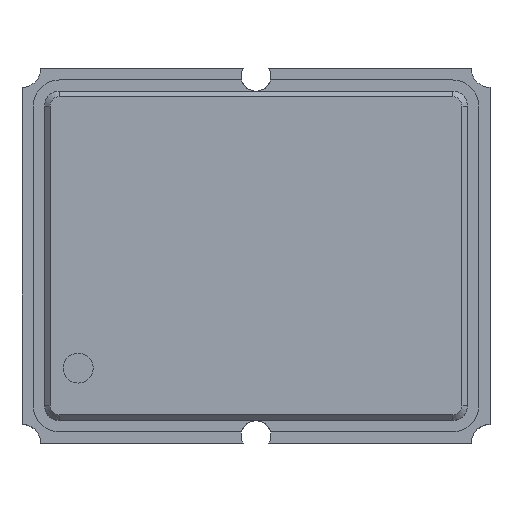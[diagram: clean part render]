
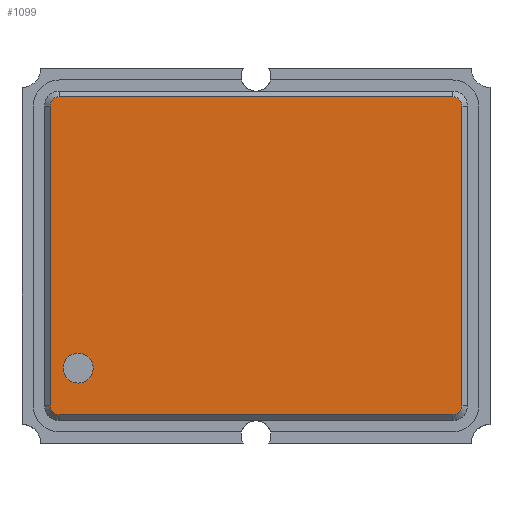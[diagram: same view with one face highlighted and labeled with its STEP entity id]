
A CAD part, top view. The second image highlights one B-rep face of the part: STEP entity #1099.
In plain terms, the highlighted planar face has unit normal (0, 0, 1).
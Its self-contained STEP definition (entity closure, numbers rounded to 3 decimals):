
#13=FACE_BOUND('',#204,.T.);
#62=CIRCLE('',#1187,0.08);
#64=CIRCLE('',#1192,0.05);
#66=CIRCLE('',#1196,0.05);
#68=CIRCLE('',#1200,0.05);
#70=CIRCLE('',#1204,0.05);
#142=FACE_OUTER_BOUND('',#203,.T.);
#203=EDGE_LOOP('',(#971,#972,#973,#974,#975,#976,#977,#978));
#204=EDGE_LOOP('',(#979));
#299=LINE('',#1775,#415);
#304=LINE('',#1789,#420);
#308=LINE('',#1801,#424);
#312=LINE('',#1813,#428);
#415=VECTOR('',#1451,10.);
#420=VECTOR('',#1464,10.);
#424=VECTOR('',#1476,10.);
#428=VECTOR('',#1488,10.);
#516=VERTEX_POINT('',#1764);
#519=VERTEX_POINT('',#1772);
#520=VERTEX_POINT('',#1774);
#523=VERTEX_POINT('',#1781);
#525=VERTEX_POINT('',#1787);
#527=VERTEX_POINT('',#1793);
#529=VERTEX_POINT('',#1799);
#531=VERTEX_POINT('',#1805);
#533=VERTEX_POINT('',#1811);
#653=EDGE_CURVE('',#516,#516,#62,.T.);
#657=EDGE_CURVE('',#519,#520,#299,.T.);
#661=EDGE_CURVE('',#523,#519,#64,.T.);
#664=EDGE_CURVE('',#525,#523,#304,.T.);
#667=EDGE_CURVE('',#527,#525,#66,.T.);
#670=EDGE_CURVE('',#529,#527,#308,.T.);
#673=EDGE_CURVE('',#531,#529,#68,.T.);
#676=EDGE_CURVE('',#533,#531,#312,.T.);
#678=EDGE_CURVE('',#520,#533,#70,.T.);
#971=ORIENTED_EDGE('',*,*,#657,.F.);
#972=ORIENTED_EDGE('',*,*,#661,.F.);
#973=ORIENTED_EDGE('',*,*,#664,.F.);
#974=ORIENTED_EDGE('',*,*,#667,.F.);
#975=ORIENTED_EDGE('',*,*,#670,.F.);
#976=ORIENTED_EDGE('',*,*,#673,.F.);
#977=ORIENTED_EDGE('',*,*,#676,.F.);
#978=ORIENTED_EDGE('',*,*,#678,.F.);
#979=ORIENTED_EDGE('',*,*,#653,.T.);
#1040=PLANE('',#1212);
#1099=ADVANCED_FACE('',(#142,#13),#1040,.T.);
#1187=AXIS2_PLACEMENT_3D('',#1765,#1441,#1442);
#1192=AXIS2_PLACEMENT_3D('',#1783,#1457,#1458);
#1196=AXIS2_PLACEMENT_3D('',#1795,#1469,#1470);
#1200=AXIS2_PLACEMENT_3D('',#1807,#1481,#1482);
#1204=AXIS2_PLACEMENT_3D('',#1816,#1492,#1493);
#1212=AXIS2_PLACEMENT_3D('',#1836,#1515,#1516);
#1441=DIRECTION('center_axis',(0.,0.,-1.));
#1442=DIRECTION('ref_axis',(1.,0.,0.));
#1451=DIRECTION('',(1.,0.,0.));
#1457=DIRECTION('center_axis',(0.,0.,-1.));
#1458=DIRECTION('ref_axis',(0.,1.,0.));
#1464=DIRECTION('',(0.,1.,0.));
#1469=DIRECTION('center_axis',(0.,0.,-1.));
#1470=DIRECTION('ref_axis',(-1.,0.,0.));
#1476=DIRECTION('',(-1.,0.,0.));
#1481=DIRECTION('center_axis',(0.,0.,-1.));
#1482=DIRECTION('ref_axis',(0.,-1.,0.));
#1488=DIRECTION('',(0.,-1.,0.));
#1492=DIRECTION('center_axis',(0.,0.,-1.));
#1493=DIRECTION('ref_axis',(1.,0.,0.));
#1515=DIRECTION('center_axis',(0.,0.,1.));
#1516=DIRECTION('ref_axis',(1.,0.,0.));
#1764=CARTESIAN_POINT('',(-1.03,-0.6,0.98));
#1765=CARTESIAN_POINT('Origin',(-0.95,-0.6,0.98));
#1772=CARTESIAN_POINT('',(-1.05,0.85,0.98));
#1774=CARTESIAN_POINT('',(1.05,0.85,0.98));
#1775=CARTESIAN_POINT('',(0.525,0.85,0.98));
#1781=CARTESIAN_POINT('',(-1.1,0.8,0.98));
#1783=CARTESIAN_POINT('Origin',(-1.05,0.8,0.98));
#1787=CARTESIAN_POINT('',(-1.1,-0.8,0.98));
#1789=CARTESIAN_POINT('',(-1.1,0.4,0.98));
#1793=CARTESIAN_POINT('',(-1.05,-0.85,0.98));
#1795=CARTESIAN_POINT('Origin',(-1.05,-0.8,0.98));
#1799=CARTESIAN_POINT('',(1.05,-0.85,0.98));
#1801=CARTESIAN_POINT('',(-0.525,-0.85,0.98));
#1805=CARTESIAN_POINT('',(1.1,-0.8,0.98));
#1807=CARTESIAN_POINT('Origin',(1.05,-0.8,0.98));
#1811=CARTESIAN_POINT('',(1.1,0.8,0.98));
#1813=CARTESIAN_POINT('',(1.1,-0.4,0.98));
#1816=CARTESIAN_POINT('Origin',(1.05,0.8,0.98));
#1836=CARTESIAN_POINT('Origin',(0.,0.,
0.98));
